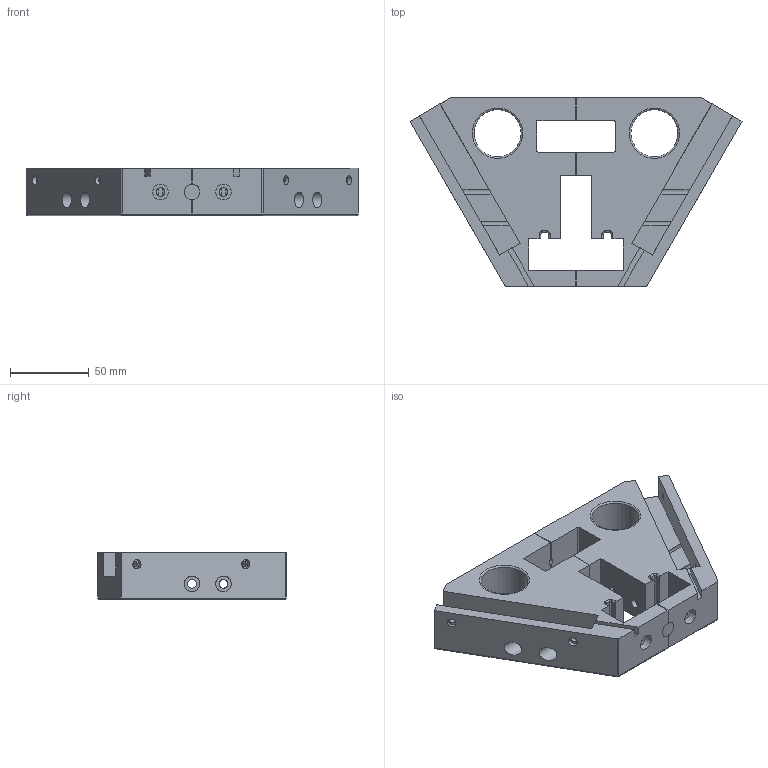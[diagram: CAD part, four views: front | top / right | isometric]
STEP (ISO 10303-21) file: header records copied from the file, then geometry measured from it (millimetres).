
FILE_DESCRIPTION(('FreeCAD Model'),'2;1');
FILE_NAME('Open CASCADE Shape Model','2022-01-15T00:03:31',('Author'),( ''),'Open CASCADE STEP processor 7.5','FreeCAD','Unknown');
FILE_SCHEMA(('AUTOMOTIVE_DESIGN { 1 0 10303 214 1 1 1 1 }'));
Length unit declared in the file: millimetre
Products named in the file (1): Fillet
Bounding box: 211.24 x 120 x 30 mm (x, y, z)
Volume: 355683.3 mm3; surface area: 77035.6 mm2
Topology: 1 solids, 1 shells, 184 faces, 465 edges, 279 vertices
Faces by surface type: plane 89, cylinder 78, torus 15, sphere 2
Full cylindrical faces by diameter (mm): 3.4 x4, 5.5 x6, 6 x4, 10 x7, 30 x2
Entity records: 11806 total; most frequent: CARTESIAN_POINT 2530, DIRECTION 1742, LINE 944, VECTOR 944, ORIENTED_EDGE 926, PCURVE 926, DEFINITIONAL_REPRESENTATION 926, EDGE_CURVE 463
